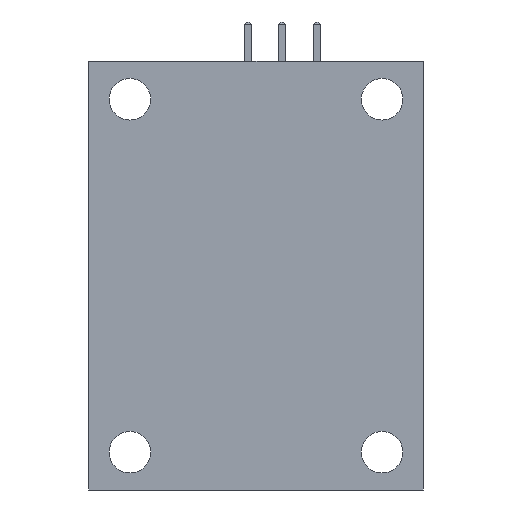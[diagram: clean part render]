
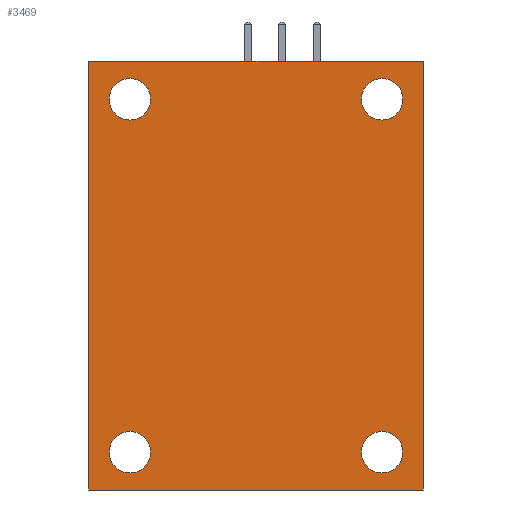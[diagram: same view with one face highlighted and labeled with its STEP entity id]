
A CAD part, front view. The second image highlights one B-rep face of the part: STEP entity #3469.
In plain terms, the highlighted planar face has unit normal (0, -1, 0).
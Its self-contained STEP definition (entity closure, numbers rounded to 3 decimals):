
#29=FACE_BOUND('',#457,.T.);
#30=FACE_BOUND('',#458,.T.);
#31=FACE_BOUND('',#459,.T.);
#32=FACE_BOUND('',#460,.T.);
#71=CIRCLE('',#3691,1.65);
#73=CIRCLE('',#3694,1.65);
#75=CIRCLE('',#3697,1.65);
#77=CIRCLE('',#3700,1.65);
#259=FACE_OUTER_BOUND('',#456,.T.);
#456=EDGE_LOOP('',(#3022,#3023,#3024,#3025));
#457=EDGE_LOOP('',(#3026));
#458=EDGE_LOOP('',(#3027));
#459=EDGE_LOOP('',(#3028));
#460=EDGE_LOOP('',(#3029));
#882=LINE('',#5503,#1315);
#886=LINE('',#5511,#1319);
#889=LINE('',#5517,#1322);
#892=LINE('',#5522,#1325);
#1315=VECTOR('',#4554,10.);
#1319=VECTOR('',#4560,10.);
#1322=VECTOR('',#4565,10.);
#1325=VECTOR('',#4570,10.);
#1611=VERTEX_POINT('',#5479);
#1613=VERTEX_POINT('',#5485);
#1615=VERTEX_POINT('',#5491);
#1617=VERTEX_POINT('',#5497);
#1618=VERTEX_POINT('',#5501);
#1619=VERTEX_POINT('',#5502);
#1622=VERTEX_POINT('',#5510);
#1624=VERTEX_POINT('',#5516);
#2072=EDGE_CURVE('',#1611,#1611,#71,.T.);
#2075=EDGE_CURVE('',#1613,#1613,#73,.T.);
#2078=EDGE_CURVE('',#1615,#1615,#75,.T.);
#2081=EDGE_CURVE('',#1617,#1617,#77,.T.);
#2082=EDGE_CURVE('',#1618,#1619,#882,.T.);
#2086=EDGE_CURVE('',#1622,#1618,#886,.T.);
#2089=EDGE_CURVE('',#1624,#1622,#889,.T.);
#2092=EDGE_CURVE('',#1619,#1624,#892,.T.);
#3022=ORIENTED_EDGE('',*,*,#2092,.F.);
#3023=ORIENTED_EDGE('',*,*,#2082,.F.);
#3024=ORIENTED_EDGE('',*,*,#2086,.F.);
#3025=ORIENTED_EDGE('',*,*,#2089,.F.);
#3026=ORIENTED_EDGE('',*,*,#2081,.F.);
#3027=ORIENTED_EDGE('',*,*,#2078,.F.);
#3028=ORIENTED_EDGE('',*,*,#2075,.F.);
#3029=ORIENTED_EDGE('',*,*,#2072,.F.);
#3201=PLANE('',#3706);
#3469=ADVANCED_FACE('',(#259,#29,#30,#31,#32),#3201,.F.);
#3691=AXIS2_PLACEMENT_3D('',#5481,#4529,#4530);
#3694=AXIS2_PLACEMENT_3D('',#5487,#4536,#4537);
#3697=AXIS2_PLACEMENT_3D('',#5493,#4543,#4544);
#3700=AXIS2_PLACEMENT_3D('',#5499,#4550,#4551);
#3706=AXIS2_PLACEMENT_3D('',#5525,#4574,#4575);
#4529=DIRECTION('center_axis',(0.,-1.,0.));
#4530=DIRECTION('ref_axis',(1.,0.,0.));
#4536=DIRECTION('center_axis',(0.,-1.,0.));
#4537=DIRECTION('ref_axis',(1.,0.,0.));
#4543=DIRECTION('center_axis',(0.,-1.,0.));
#4544=DIRECTION('ref_axis',(1.,0.,0.));
#4550=DIRECTION('center_axis',(0.,-1.,0.));
#4551=DIRECTION('ref_axis',(1.,0.,0.));
#4554=DIRECTION('',(0.,0.,-1.));
#4560=DIRECTION('',(1.,0.,0.));
#4565=DIRECTION('',(0.,0.,1.));
#4570=DIRECTION('',(-1.,0.,0.));
#4574=DIRECTION('center_axis',(0.,1.,0.));
#4575=DIRECTION('ref_axis',(0.,0.,1.));
#5479=CARTESIAN_POINT('',(8.35,0.,-14.));
#5481=CARTESIAN_POINT('Origin',(10.,0.,-14.));
#5485=CARTESIAN_POINT('',(8.35,0.,14.));
#5487=CARTESIAN_POINT('Origin',(10.,0.,14.));
#5491=CARTESIAN_POINT('',(-11.65,0.,-14.));
#5493=CARTESIAN_POINT('Origin',(-10.,0.,-14.));
#5497=CARTESIAN_POINT('',(-11.65,0.,14.));
#5499=CARTESIAN_POINT('Origin',(-10.,0.,14.));
#5501=CARTESIAN_POINT('',(13.25,0.,17.));
#5502=CARTESIAN_POINT('',(13.25,0.,-17.));
#5503=CARTESIAN_POINT('',(13.25,0.,17.));
#5510=CARTESIAN_POINT('',(-13.25,0.,17.));
#5511=CARTESIAN_POINT('',(-13.25,0.,17.));
#5516=CARTESIAN_POINT('',(-13.25,0.,-17.));
#5517=CARTESIAN_POINT('',(-13.25,0.,-17.));
#5522=CARTESIAN_POINT('',(13.25,0.,-17.));
#5525=CARTESIAN_POINT('Origin',(0.,0.,0.));
